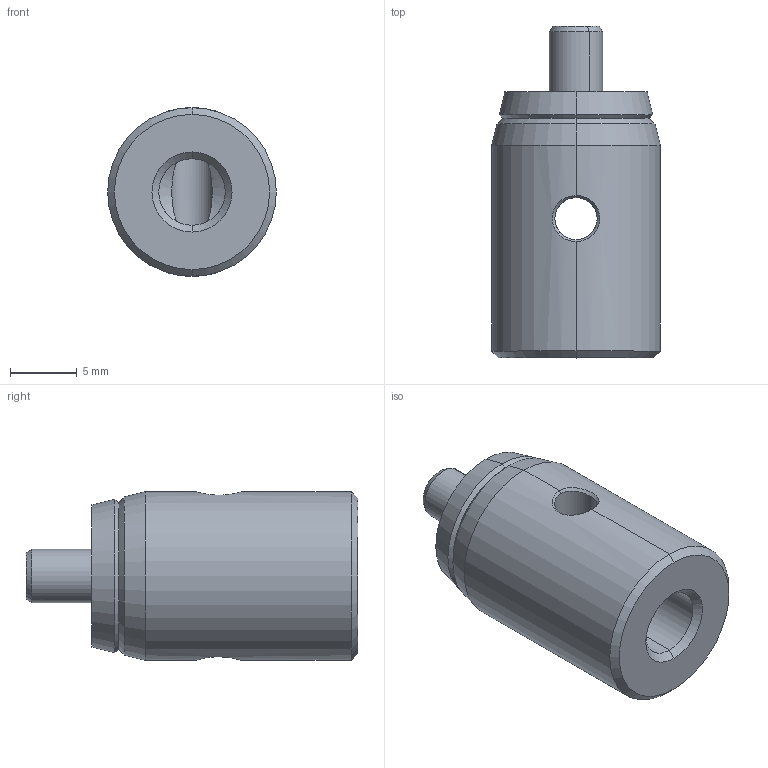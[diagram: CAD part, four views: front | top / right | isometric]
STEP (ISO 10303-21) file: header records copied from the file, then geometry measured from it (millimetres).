
FILE_DESCRIPTION (( 'STEP AP214' ), '1' );
FILE_NAME ('6980-E0W.STEP', '2015-10-27T18:55:25', ( 'admin' ), ( '' ), 'SwSTEP 2.0', 'SolidWorks 2014', '' );
FILE_SCHEMA (( 'AUTOMOTIVE_DESIGN' ));
Length unit declared in the file: millimetre
Products named in the file (1): 6980-E0W
Bounding box: 12.67 x 24.94 x 12.67 mm (x, y, z)
Volume: 2226.6 mm3; surface area: 1491.8 mm2
Topology: 2 solids, 2 shells, 72 faces, 170 edges, 97 vertices
Faces by surface type: cone 30, plane 28, cylinder 10, bspline 4
Entity records: 3203 total; most frequent: CARTESIAN_POINT 800, ORIENTED_EDGE 328, DIRECTION 314, EDGE_CURVE 164, AXIS2_PLACEMENT_3D 119, VERTEX_POINT 97, EDGE_LOOP 77, UNCERTAINTY_MEASURE_WITH_UNIT 76
